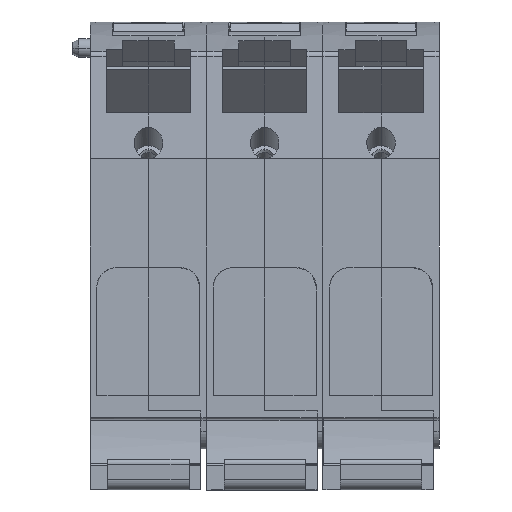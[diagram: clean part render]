
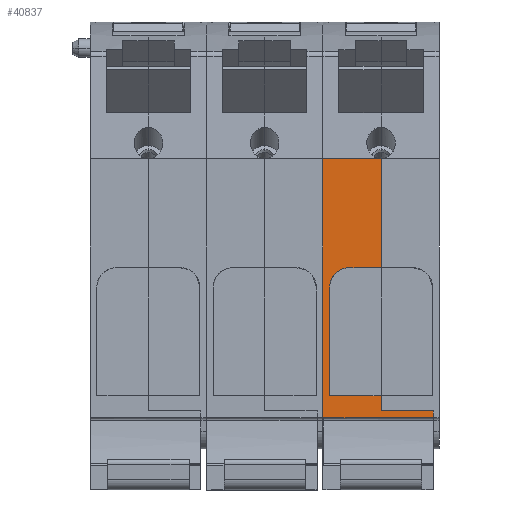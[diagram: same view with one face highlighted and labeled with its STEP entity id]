
A CAD part, front view. The second image highlights one B-rep face of the part: STEP entity #40837.
In plain terms, the highlighted planar face has unit normal (0, -1, 0).
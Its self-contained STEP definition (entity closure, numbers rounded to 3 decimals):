
#40750=AXIS2_PLACEMENT_3D('Plane Axis2P3D',#40747,#40748,#40749) ;
#38925=CARTESIAN_POINT('Vertex',(62.,1.529,13.6)) ;
#38928=CARTESIAN_POINT('Line Origine',(62.,1.529,13.025)) ;
#38932=CARTESIAN_POINT('Vertex',(62.,1.529,12.45)) ;
#40099=CARTESIAN_POINT('Vertex',(43.,1.529,12.45)) ;
#40102=CARTESIAN_POINT('Line Origine',(43.,1.529,34.7)) ;
#40106=CARTESIAN_POINT('Vertex',(43.,1.529,56.95)) ;
#40732=CARTESIAN_POINT('Vertex',(53.,1.529,13.6)) ;
#40735=CARTESIAN_POINT('Line Origine',(57.5,1.529,13.6)) ;
#40747=CARTESIAN_POINT('Axis2P3D Location',(43.,1.529,13.45)) ;
#40752=CARTESIAN_POINT('Line Origine',(52.5,1.529,12.45)) ;
#40757=CARTESIAN_POINT('Line Origine',(53.,1.529,14.9)) ;
#40761=CARTESIAN_POINT('Vertex',(53.,1.529,16.2)) ;
#40764=CARTESIAN_POINT('Line Origine',(48.575,1.529,16.2)) ;
#40768=CARTESIAN_POINT('Vertex',(44.15,1.529,16.2)) ;
#40771=CARTESIAN_POINT('Line Origine',(44.15,1.529,25.546)) ;
#40775=CARTESIAN_POINT('Vertex',(44.15,1.529,34.892)) ;
#40779=CARTESIAN_POINT('Control Point',(47.485,1.529,38.202)) ;
#40780=CARTESIAN_POINT('Control Point',(47.163,1.529,38.201)) ;
#40781=CARTESIAN_POINT('Control Point',(46.84,1.529,38.159)) ;
#40782=CARTESIAN_POINT('Control Point',(46.525,1.529,38.079)) ;
#40783=CARTESIAN_POINT('Control Point',(45.923,1.529,37.845)) ;
#40784=CARTESIAN_POINT('Control Point',(45.394,1.529,37.479)) ;
#40785=CARTESIAN_POINT('Control Point',(45.154,1.529,37.268)) ;
#40786=CARTESIAN_POINT('Control Point',(44.666,1.529,36.726)) ;
#40787=CARTESIAN_POINT('Control Point',(44.339,1.529,36.078)) ;
#40788=CARTESIAN_POINT('Control Point',(44.213,1.529,35.69)) ;
#40789=CARTESIAN_POINT('Control Point',(44.15,1.529,35.29)) ;
#40790=CARTESIAN_POINT('Control Point',(44.15,1.529,34.892)) ;
#40791=CARTESIAN_POINT('Vertex',(47.485,1.529,38.202)) ;
#40794=CARTESIAN_POINT('Line Origine',(50.242,1.529,38.202)) ;
#40798=CARTESIAN_POINT('Vertex',(53.,1.529,38.202)) ;
#40801=CARTESIAN_POINT('Line Origine',(53.,1.529,47.571)) ;
#40805=CARTESIAN_POINT('Vertex',(53.,1.529,56.94)) ;
#40809=CARTESIAN_POINT('Control Point',(52.793,1.529,56.95)) ;
#40810=CARTESIAN_POINT('Control Point',(52.834,1.529,56.946)) ;
#40811=CARTESIAN_POINT('Control Point',(52.875,1.529,56.943)) ;
#40812=CARTESIAN_POINT('Control Point',(52.917,1.529,56.941)) ;
#40813=CARTESIAN_POINT('Control Point',(52.958,1.529,56.94)) ;
#40814=CARTESIAN_POINT('Control Point',(53.,1.529,56.94)) ;
#40815=CARTESIAN_POINT('Vertex',(52.793,1.529,56.95)) ;
#40818=CARTESIAN_POINT('Line Origine',(47.896,1.529,56.95)) ;
#38929=DIRECTION('Vector Direction',(0.,0.,1.)) ;
#40103=DIRECTION('Vector Direction',(0.,0.,1.)) ;
#40736=DIRECTION('Vector Direction',(1.,0.,0.)) ;
#40748=DIRECTION('Axis2P3D Direction',(0.,1.,0.)) ;
#40749=DIRECTION('Axis2P3D XDirection',(0.,0.,1.)) ;
#40753=DIRECTION('Vector Direction',(-1.,0.,0.)) ;
#40758=DIRECTION('Vector Direction',(0.,0.,1.)) ;
#40765=DIRECTION('Vector Direction',(1.,0.,0.)) ;
#40772=DIRECTION('Vector Direction',(0.,0.,-1.)) ;
#40795=DIRECTION('Vector Direction',(-1.,0.,0.)) ;
#40802=DIRECTION('Vector Direction',(0.,0.,1.)) ;
#40819=DIRECTION('Vector Direction',(1.,0.,0.)) ;
#38930=VECTOR('Line Direction',#38929,1.) ;
#40104=VECTOR('Line Direction',#40103,1.) ;
#40737=VECTOR('Line Direction',#40736,1.) ;
#40754=VECTOR('Line Direction',#40753,1.) ;
#40759=VECTOR('Line Direction',#40758,1.) ;
#40766=VECTOR('Line Direction',#40765,1.) ;
#40773=VECTOR('Line Direction',#40772,1.) ;
#40796=VECTOR('Line Direction',#40795,1.) ;
#40803=VECTOR('Line Direction',#40802,1.) ;
#40820=VECTOR('Line Direction',#40819,1.) ;
#40824=ORIENTED_EDGE('',*,*,#40756,.F.) ;
#40825=ORIENTED_EDGE('',*,*,#38934,.F.) ;
#40826=ORIENTED_EDGE('',*,*,#40739,.T.) ;
#40827=ORIENTED_EDGE('',*,*,#40763,.T.) ;
#40828=ORIENTED_EDGE('',*,*,#40770,.F.) ;
#40829=ORIENTED_EDGE('',*,*,#40777,.T.) ;
#40830=ORIENTED_EDGE('',*,*,#40793,.T.) ;
#40831=ORIENTED_EDGE('',*,*,#40800,.T.) ;
#40832=ORIENTED_EDGE('',*,*,#40807,.F.) ;
#40833=ORIENTED_EDGE('',*,*,#40817,.F.) ;
#40834=ORIENTED_EDGE('',*,*,#40822,.F.) ;
#40835=ORIENTED_EDGE('',*,*,#40108,.F.) ;
#40837=ADVANCED_FACE('MLD L',(#40836),#40751,.F.) ;
#40778=B_SPLINE_CURVE_WITH_KNOTS('',5,(#40779,#40780,#40781,#40782,#40783,#40784,#40785,#40786,#40787,#40788,#40789,#40790),.UNSPECIFIED.,.F.,.U.,(6,3,3,6),(0.,2.31,4.606,7.572),.UNSPECIFIED.) ;
#40808=B_SPLINE_CURVE_WITH_KNOTS('',5,(#40809,#40810,#40811,#40812,#40813,#40814),.UNSPECIFIED.,.F.,.U.,(6,6),(0.,0.294),.UNSPECIFIED.) ;
#38934=EDGE_CURVE('',#38926,#38933,#38931,.F.) ;
#40108=EDGE_CURVE('',#40100,#40107,#40105,.T.) ;
#40739=EDGE_CURVE('',#38926,#40733,#40738,.F.) ;
#40756=EDGE_CURVE('',#38933,#40100,#40755,.T.) ;
#40763=EDGE_CURVE('',#40733,#40762,#40760,.T.) ;
#40770=EDGE_CURVE('',#40769,#40762,#40767,.T.) ;
#40777=EDGE_CURVE('',#40769,#40776,#40774,.F.) ;
#40793=EDGE_CURVE('',#40776,#40792,#40778,.F.) ;
#40800=EDGE_CURVE('',#40792,#40799,#40797,.F.) ;
#40807=EDGE_CURVE('',#40806,#40799,#40804,.F.) ;
#40817=EDGE_CURVE('',#40816,#40806,#40808,.T.) ;
#40822=EDGE_CURVE('',#40107,#40816,#40821,.T.) ;
#40823=EDGE_LOOP('',(#40824,#40825,#40826,#40827,#40828,#40829,#40830,#40831,#40832,#40833,#40834,#40835)) ;
#40836=FACE_OUTER_BOUND('',#40823,.T.) ;
#38931=LINE('Line',#38928,#38930) ;
#40105=LINE('Line',#40102,#40104) ;
#40738=LINE('Line',#40735,#40737) ;
#40755=LINE('Line',#40752,#40754) ;
#40760=LINE('Line',#40757,#40759) ;
#40767=LINE('Line',#40764,#40766) ;
#40774=LINE('Line',#40771,#40773) ;
#40797=LINE('Line',#40794,#40796) ;
#40804=LINE('Line',#40801,#40803) ;
#40821=LINE('Line',#40818,#40820) ;
#40751=PLANE('',#40750) ;
#38926=VERTEX_POINT('',#38925) ;
#38933=VERTEX_POINT('',#38932) ;
#40100=VERTEX_POINT('',#40099) ;
#40107=VERTEX_POINT('',#40106) ;
#40733=VERTEX_POINT('',#40732) ;
#40762=VERTEX_POINT('',#40761) ;
#40769=VERTEX_POINT('',#40768) ;
#40776=VERTEX_POINT('',#40775) ;
#40792=VERTEX_POINT('',#40791) ;
#40799=VERTEX_POINT('',#40798) ;
#40806=VERTEX_POINT('',#40805) ;
#40816=VERTEX_POINT('',#40815) ;
